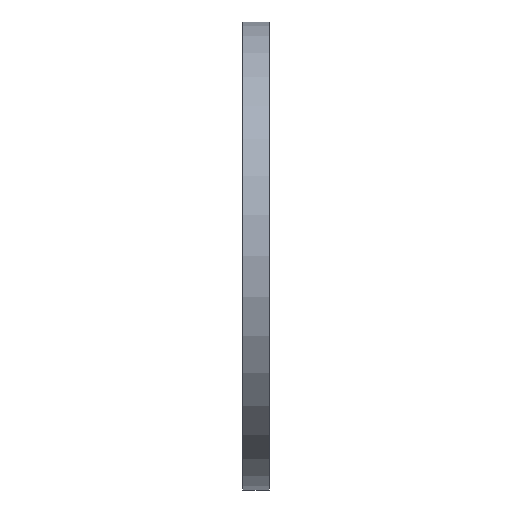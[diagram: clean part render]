
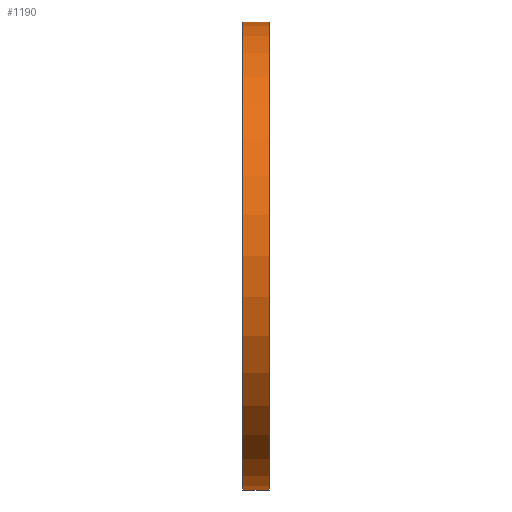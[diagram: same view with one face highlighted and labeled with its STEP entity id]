
A CAD part, left-side view. The second image highlights one B-rep face of the part: STEP entity #1190.
In plain terms, the highlighted cylindrical face has radius 335 mm (diameter 670 mm), a partial arc.
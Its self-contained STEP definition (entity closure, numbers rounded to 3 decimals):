
#3 = DIRECTION ( 'NONE',  ( 0., 1., 0. ) ) ;
#12 = CARTESIAN_POINT ( 'NONE',  ( 0., 34.695, -335. ) ) ;
#37 = EDGE_CURVE ( 'NONE', #816, #1109, #1243, .T. ) ;
#198 = DIRECTION ( 'NONE',  ( 0., 1., 0. ) ) ;
#297 = VECTOR ( 'NONE', #3, 1000. ) ;
#409 = CARTESIAN_POINT ( 'NONE',  ( 0., 0., 335. ) ) ;
#472 = FACE_OUTER_BOUND ( 'NONE', #1193, .T. ) ;
#496 = VERTEX_POINT ( 'NONE', #563 ) ;
#512 = DIRECTION ( 'NONE',  ( 0., 1., 0. ) ) ;
#534 = DIRECTION ( 'NONE',  ( 0., 1., 0. ) ) ;
#563 = CARTESIAN_POINT ( 'NONE',  ( 0., 38., 335. ) ) ;
#650 = CARTESIAN_POINT ( 'NONE',  ( 0., 38., 0. ) ) ;
#673 = VECTOR ( 'NONE', #1588, 1000. ) ;
#709 = AXIS2_PLACEMENT_3D ( 'NONE', #1582, #198, #1033 ) ;
#755 = CYLINDRICAL_SURFACE ( 'NONE', #709, 335. ) ;
#816 = VERTEX_POINT ( 'NONE', #837 ) ;
#837 = CARTESIAN_POINT ( 'NONE',  ( 0., 0., -335. ) ) ;
#884 = DIRECTION ( 'NONE',  ( 0., 0., 1. ) ) ;
#891 = AXIS2_PLACEMENT_3D ( 'NONE', #1068, #512, #884 ) ;
#981 = AXIS2_PLACEMENT_3D ( 'NONE', #650, #534, #1206 ) ;
#1018 = EDGE_CURVE ( 'NONE', #1735, #496, #1030, .T. ) ;
#1030 = LINE ( 'NONE', #1039, #673 ) ;
#1033 = DIRECTION ( 'NONE',  ( 0., 0., 1. ) ) ;
#1039 = CARTESIAN_POINT ( 'NONE',  ( 0., 34.695, 335. ) ) ;
#1068 = CARTESIAN_POINT ( 'NONE',  ( 0., 0., 0. ) ) ;
#1074 = ORIENTED_EDGE ( 'NONE', *, *, #37, .F. ) ;
#1109 = VERTEX_POINT ( 'NONE', #1373 ) ;
#1190 = ADVANCED_FACE ( 'NONE', ( #472 ), #755, .T. ) ;
#1193 = EDGE_LOOP ( 'NONE', ( #1074, #1209, #1461, #1503 ) ) ;
#1206 = DIRECTION ( 'NONE',  ( 0., 0., 1. ) ) ;
#1209 = ORIENTED_EDGE ( 'NONE', *, *, #1597, .T. ) ;
#1243 = LINE ( 'NONE', #12, #297 ) ;
#1373 = CARTESIAN_POINT ( 'NONE',  ( 0., 38., -335. ) ) ;
#1396 = EDGE_CURVE ( 'NONE', #1109, #496, #1757, .T. ) ;
#1461 = ORIENTED_EDGE ( 'NONE', *, *, #1018, .T. ) ;
#1503 = ORIENTED_EDGE ( 'NONE', *, *, #1396, .F. ) ;
#1552 = CIRCLE ( 'NONE', #891, 335. ) ;
#1582 = CARTESIAN_POINT ( 'NONE',  ( 0., 34.695, 0. ) ) ;
#1588 = DIRECTION ( 'NONE',  ( 0., 1., 0. ) ) ;
#1597 = EDGE_CURVE ( 'NONE', #816, #1735, #1552, .T. ) ;
#1735 = VERTEX_POINT ( 'NONE', #409 ) ;
#1757 = CIRCLE ( 'NONE', #981, 335. ) ;
